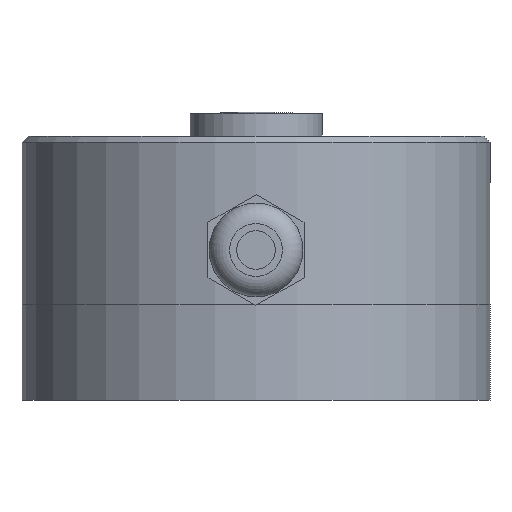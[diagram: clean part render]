
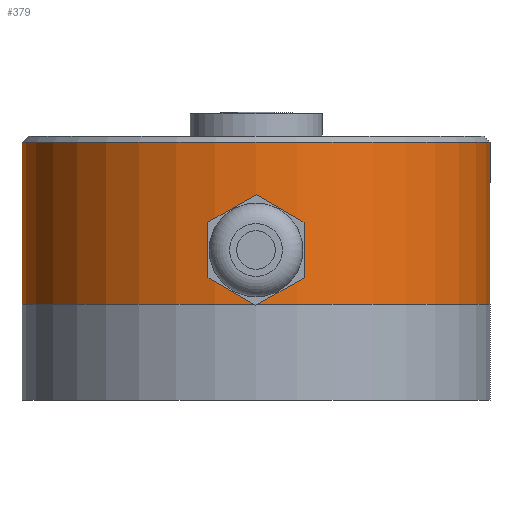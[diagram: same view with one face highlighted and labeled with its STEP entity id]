
A CAD part, front view. The second image highlights one B-rep face of the part: STEP entity #379.
In plain terms, the highlighted cylindrical face has radius 19.5 mm (diameter 39 mm), a full revolution.
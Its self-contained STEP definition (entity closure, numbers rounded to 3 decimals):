
#379 = ADVANCED_FACE( '', ( #776, #777 ), #778, .T. );
#776 = FACE_OUTER_BOUND( '', #1269, .T. );
#777 = FACE_OUTER_BOUND( '', #1270, .T. );
#778 = CYLINDRICAL_SURFACE( '', #1271, 19.5 );
#1269 = EDGE_LOOP( '', ( #1890 ) );
#1270 = EDGE_LOOP( '', ( #1891 ) );
#1271 = AXIS2_PLACEMENT_3D( '', #1892, #1893, #1894 );
#1890 = ORIENTED_EDGE( '', *, *, #2600, .T. );
#1891 = ORIENTED_EDGE( '', *, *, #2601, .F. );
#1892 = CARTESIAN_POINT( '', ( 0., 0., 16. ) );
#1893 = DIRECTION( '', ( 0., 0., 1. ) );
#1894 = DIRECTION( '', ( -1., 0., 0. ) );
#2600 = EDGE_CURVE( '', #3002, #3002, #3003, .T. );
#2601 = EDGE_CURVE( '', #3004, #3004, #3005, .T. );
#3002 = VERTEX_POINT( '', #3572 );
#3003 = CIRCLE( '', #3573, 19.5 );
#3004 = VERTEX_POINT( '', #3574 );
#3005 = CIRCLE( '', #3575, 19.5 );
#3572 = CARTESIAN_POINT( '', ( -19.5, 0., 13.5 ) );
#3573 = AXIS2_PLACEMENT_3D( '', #4024, #4025, #4026 );
#3574 = CARTESIAN_POINT( '', ( 19.5, 0., 0. ) );
#3575 = AXIS2_PLACEMENT_3D( '', #4027, #4028, #4029 );
#4024 = CARTESIAN_POINT( '', ( 0., 0., 13.5 ) );
#4025 = DIRECTION( '', ( 0., 0., -1. ) );
#4026 = DIRECTION( '', ( -1., 0., 0. ) );
#4027 = CARTESIAN_POINT( '', ( 0., 0., 0. ) );
#4028 = DIRECTION( '', ( 0., 0., -1. ) );
#4029 = DIRECTION( '', ( 1., 0., 0. ) );
